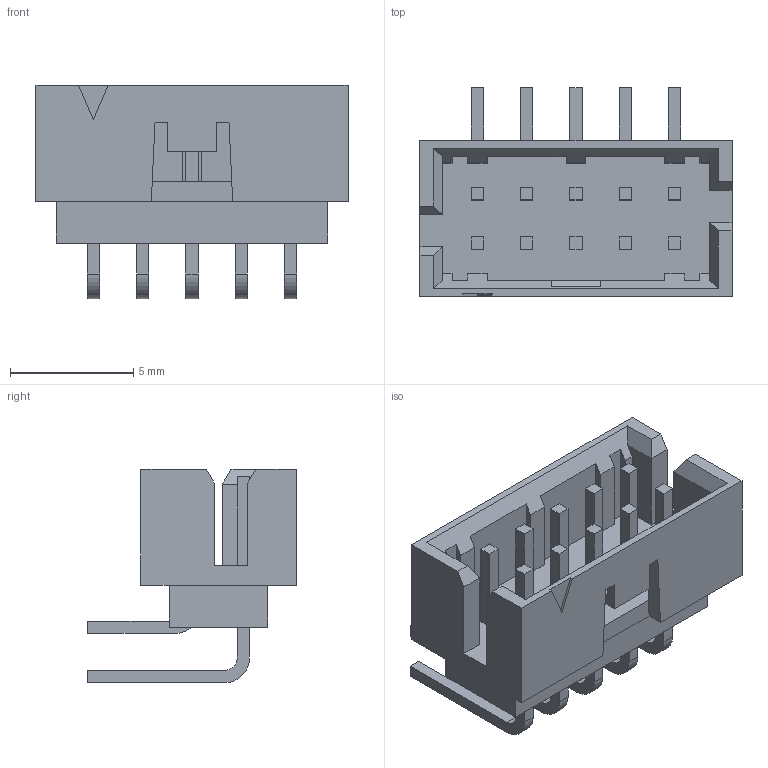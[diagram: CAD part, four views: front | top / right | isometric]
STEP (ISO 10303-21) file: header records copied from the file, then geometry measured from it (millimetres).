
FILE_DESCRIPTION(/* description */ (''),/* implementation_level */ '2;1');
FILE_NAME(/* name */ '878331031wbm000_02_214.stp',/* time_stamp */ '2024-09-04T16:09:14+06:00',/* author */ (''),/* organization */ (''),/* preprocessor_version */ 'ST-DEVELOPER v16.7',/* originating_system */ 'SIEMENS PLM Software NX 1919',/* authorisation */ '');
FILE_SCHEMA (('AUTOMOTIVE_DESIGN { 1 0 10303 214 3 1 1 1 }'));
Length unit declared in the file: millimetre
Products named in the file (1): 878331031wbm000_02
Bounding box: 12.65 x 8.46 x 8.65 mm (x, y, z)
Volume: 247.1 mm3; surface area: 687.1 mm2
Topology: 1 solids, 1 shells, 203 faces, 553 edges, 366 vertices
Faces by surface type: plane 188, cylinder 15
Entity records: 6321 total; most frequent: CARTESIAN_POINT 1123, ORIENTED_EDGE 1106, DIRECTION 991, EDGE_CURVE 553, LINE 523, VECTOR 523, VERTEX_POINT 366, AXIS2_PLACEMENT_3D 234
